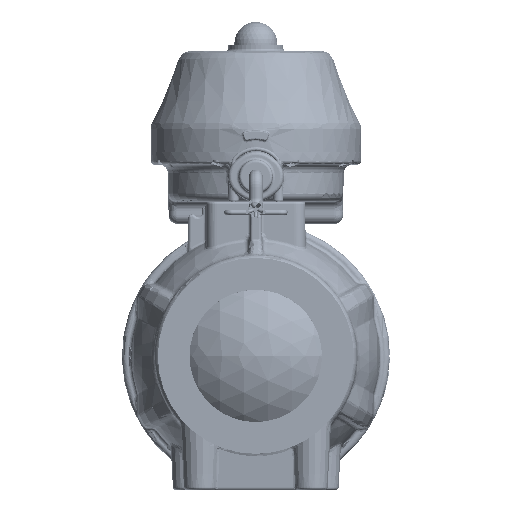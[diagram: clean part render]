
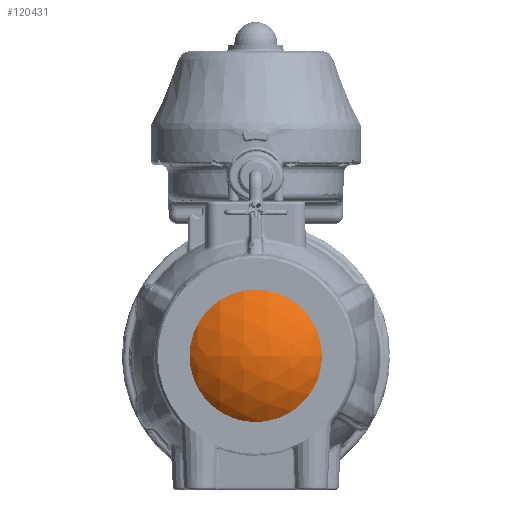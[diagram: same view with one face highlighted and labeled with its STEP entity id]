
A CAD part, top view. The second image highlights one B-rep face of the part: STEP entity #120431.
In plain terms, the highlighted spherical face has radius 59.804 mm.
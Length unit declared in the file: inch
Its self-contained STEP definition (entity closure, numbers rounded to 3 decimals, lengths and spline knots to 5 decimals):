
#2338=SPHERICAL_SURFACE('',#129366,2.3545);
#4492=B_SPLINE_CURVE_WITH_KNOTS('',3,(#196334,#196335,#196336,#196337,#196338,
#196339,#196340,#196341,#196342,#196343,#196344,#196345,#196346,#196347,
#196348),.UNSPECIFIED.,.F.,.F.,(4,2,2,3,2,2,4),(-0.2268,-0.22545,
-0.11272,0.,0.11468,0.22936,0.23069),
 .UNSPECIFIED.);
#4494=B_SPLINE_CURVE_WITH_KNOTS('',3,(#196377,#196378,#196379,#196380,#196381,
#196382,#196383,#196384,#196385,#196386,#196387,#196388,#196389),
 .UNSPECIFIED.,.F.,.F.,(4,2,2,3,2,4),(-0.23069,-0.22936,
-0.11468,0.,0.1134,0.22681),.UNSPECIFIED.);
#4496=B_SPLINE_CURVE_WITH_KNOTS('',3,(#196413,#196414,#196415,#196416,#196417,
#196418,#196419,#196420,#196421,#196422,#196423,#196424,#196425,#196426,
#196427),.UNSPECIFIED.,.F.,.F.,(4,2,2,3,2,2,4),(-0.2268,-0.22545,
-0.11272,0.,0.11468,0.22936,0.23069),
 .UNSPECIFIED.);
#4498=B_SPLINE_CURVE_WITH_KNOTS('',3,(#196451,#196452,#196453,#196454,#196455,
#196456,#196457,#196458,#196459,#196460,#196461,#196462,#196463,#196464,
#196465),.UNSPECIFIED.,.F.,.F.,(4,2,2,3,2,2,4),(-0.23069,-0.22936,
-0.11468,0.,0.11272,0.22545,0.2268),
 .UNSPECIFIED.);
#6654=FACE_BOUND('',#40492,.T.);
#33531=FACE_OUTER_BOUND('',#40491,.T.);
#40491=EDGE_LOOP('',(#89229,#89230,#89231,#89232));
#40492=EDGE_LOOP('',(#89233,#89234,#89235,#89236,#89237,#89238,#89239,#89240));
#47561=CIRCLE('',#129334,2.24647);
#47562=CIRCLE('',#129337,2.33265);
#47564=CIRCLE('',#129341,2.24647);
#47566=CIRCLE('',#129345,2.33265);
#47578=CIRCLE('',#129364,1.59813);
#47580=CIRCLE('',#129367,1.59813);
#47581=CIRCLE('',#129368,2.3545);
#55798=VERTEX_POINT('',#196331);
#55799=VERTEX_POINT('',#196333);
#55801=VERTEX_POINT('',#196353);
#55804=VERTEX_POINT('',#196374);
#55805=VERTEX_POINT('',#196376);
#55808=VERTEX_POINT('',#196410);
#55809=VERTEX_POINT('',#196412);
#55811=VERTEX_POINT('',#196449);
#55820=VERTEX_POINT('',#196496);
#55821=VERTEX_POINT('',#196500);
#68366=EDGE_CURVE('',#55798,#55799,#4492,.T.);
#68370=EDGE_CURVE('',#55798,#55801,#47561,.T.);
#68373=EDGE_CURVE('',#55804,#55805,#4494,.T.);
#68375=EDGE_CURVE('',#55804,#55799,#47562,.T.);
#68379=EDGE_CURVE('',#55808,#55809,#4496,.T.);
#68381=EDGE_CURVE('',#55808,#55805,#47564,.T.);
#68385=EDGE_CURVE('',#55811,#55801,#4498,.T.);
#68386=EDGE_CURVE('',#55811,#55809,#47566,.T.);
#68400=EDGE_CURVE('',#55820,#55820,#47578,.T.);
#68402=EDGE_CURVE('',#55821,#55821,#47580,.T.);
#68403=EDGE_CURVE('',#55821,#55820,#47581,.T.);
#89229=ORIENTED_EDGE('',*,*,#68402,.F.);
#89230=ORIENTED_EDGE('',*,*,#68403,.T.);
#89231=ORIENTED_EDGE('',*,*,#68400,.F.);
#89232=ORIENTED_EDGE('',*,*,#68403,.F.);
#89233=ORIENTED_EDGE('',*,*,#68370,.T.);
#89234=ORIENTED_EDGE('',*,*,#68385,.F.);
#89235=ORIENTED_EDGE('',*,*,#68386,.T.);
#89236=ORIENTED_EDGE('',*,*,#68379,.F.);
#89237=ORIENTED_EDGE('',*,*,#68381,.T.);
#89238=ORIENTED_EDGE('',*,*,#68373,.F.);
#89239=ORIENTED_EDGE('',*,*,#68375,.T.);
#89240=ORIENTED_EDGE('',*,*,#68366,.F.);
#120431=ADVANCED_FACE('',(#33531,#6654),#2338,.T.);
#129334=AXIS2_PLACEMENT_3D('',#196355,#145584,#145585);
#129337=AXIS2_PLACEMENT_3D('',#196392,#145592,#145593);
#129341=AXIS2_PLACEMENT_3D('',#196430,#145602,#145603);
#129345=AXIS2_PLACEMENT_3D('',#196467,#145611,#145612);
#129364=AXIS2_PLACEMENT_3D('',#196497,#145651,#145652);
#129366=AXIS2_PLACEMENT_3D('',#196499,#145655,#145656);
#129367=AXIS2_PLACEMENT_3D('',#196501,#145657,#145658);
#129368=AXIS2_PLACEMENT_3D('',#196502,#145659,#145660);
#145584=DIRECTION('center_axis',(-1.,0.,0.));
#145585=DIRECTION('ref_axis',(0.,0.,-1.));
#145592=DIRECTION('center_axis',(0.,0.,1.));
#145593=DIRECTION('ref_axis',(0.,1.,0.));
#145602=DIRECTION('center_axis',(1.,0.,0.));
#145603=DIRECTION('ref_axis',(0.,0.,1.));
#145611=DIRECTION('center_axis',(0.,0.,-1.));
#145612=DIRECTION('ref_axis',(0.,-1.,0.));
#145651=DIRECTION('center_axis',(0.,0.,-1.));
#145652=DIRECTION('ref_axis',(-1.,0.,0.));
#145655=DIRECTION('center_axis',(0.,0.,1.));
#145656=DIRECTION('ref_axis',(1.,0.,0.));
#145657=DIRECTION('center_axis',(0.,0.,1.));
#145658=DIRECTION('ref_axis',(-1.,0.,0.));
#145659=DIRECTION('center_axis',(0.,-1.,0.));
#145660=DIRECTION('ref_axis',(-1.,0.,0.));
#196331=CARTESIAN_POINT('',(-0.705,2.23738,0.20189));
#196333=CARTESIAN_POINT('',(-0.58689,2.25762,0.32));
#196334=CARTESIAN_POINT('Ctrl Pts',(-0.705,2.23738,0.20189));
#196335=CARTESIAN_POINT('Ctrl Pts',(-0.705,2.23737,0.20207));
#196336=CARTESIAN_POINT('Ctrl Pts',(-0.705,2.23735,
0.20224));
#196337=CARTESIAN_POINT('Ctrl Pts',(-0.70493,2.23602,
0.21715));
#196338=CARTESIAN_POINT('Ctrl Pts',(-0.70193,2.23539,
0.2329));
#196339=CARTESIAN_POINT('Ctrl Pts',(-0.68986,2.23595,
0.26183));
#196340=CARTESIAN_POINT('Ctrl Pts',(-0.68079,2.23714,
0.27502));
#196341=CARTESIAN_POINT('Ctrl Pts',(-0.67041,2.23892,
0.28541));
#196342=CARTESIAN_POINT('Ctrl Pts',(-0.65984,2.24074,
0.29597));
#196343=CARTESIAN_POINT('Ctrl Pts',(-0.64654,2.24341,
0.30503));
#196344=CARTESIAN_POINT('Ctrl Pts',(-0.6176,2.24989,
0.31701));
#196345=CARTESIAN_POINT('Ctrl Pts',(-0.60196,2.2537,
0.31994));
#196346=CARTESIAN_POINT('Ctrl Pts',(-0.58723,2.25753,
0.32));
#196347=CARTESIAN_POINT('Ctrl Pts',(-0.58706,2.25757,
0.32));
#196348=CARTESIAN_POINT('Ctrl Pts',(-0.58689,2.25762,
0.32));
#196353=CARTESIAN_POINT('',(-0.705,2.23738,-0.20189));
#196355=CARTESIAN_POINT('Origin',(-0.705,0.,0.));
#196374=CARTESIAN_POINT('',(0.58689,2.25762,0.32));
#196376=CARTESIAN_POINT('',(0.705,2.23738,0.20189));
#196377=CARTESIAN_POINT('Ctrl Pts',(0.58689,2.25762,
0.32));
#196378=CARTESIAN_POINT('Ctrl Pts',(0.58706,2.25757,
0.32));
#196379=CARTESIAN_POINT('Ctrl Pts',(0.58723,2.25753,
0.32));
#196380=CARTESIAN_POINT('Ctrl Pts',(0.60196,2.2537,
0.31994));
#196381=CARTESIAN_POINT('Ctrl Pts',(0.6176,2.24989,
0.31701));
#196382=CARTESIAN_POINT('Ctrl Pts',(0.64654,2.24341,
0.30503));
#196383=CARTESIAN_POINT('Ctrl Pts',(0.65984,2.24074,
0.29597));
#196384=CARTESIAN_POINT('Ctrl Pts',(0.67041,2.23892,
0.28541));
#196385=CARTESIAN_POINT('Ctrl Pts',(0.68085,2.23713,
0.27496));
#196386=CARTESIAN_POINT('Ctrl Pts',(0.68996,2.23593,
0.26168));
#196387=CARTESIAN_POINT('Ctrl Pts',(0.70203,2.23539,
0.23256));
#196388=CARTESIAN_POINT('Ctrl Pts',(0.705,2.23605,0.21671));
#196389=CARTESIAN_POINT('Ctrl Pts',(0.705,2.23738,0.20189));
#196392=CARTESIAN_POINT('Origin',(0.,0.,0.32));
#196410=CARTESIAN_POINT('',(0.705,2.23738,-0.20189));
#196412=CARTESIAN_POINT('',(0.58689,2.25762,-0.32));
#196413=CARTESIAN_POINT('Ctrl Pts',(0.705,2.23738,-0.20189));
#196414=CARTESIAN_POINT('Ctrl Pts',(0.705,2.23737,-0.20207));
#196415=CARTESIAN_POINT('Ctrl Pts',(0.705,2.23735,
-0.20224));
#196416=CARTESIAN_POINT('Ctrl Pts',(0.70493,2.23602,-0.21715));
#196417=CARTESIAN_POINT('Ctrl Pts',(0.70193,2.23539,
-0.2329));
#196418=CARTESIAN_POINT('Ctrl Pts',(0.68986,2.23595,-0.26183));
#196419=CARTESIAN_POINT('Ctrl Pts',(0.68079,2.23714,
-0.27502));
#196420=CARTESIAN_POINT('Ctrl Pts',(0.67041,2.23892,
-0.28541));
#196421=CARTESIAN_POINT('Ctrl Pts',(0.65984,2.24074,
-0.29597));
#196422=CARTESIAN_POINT('Ctrl Pts',(0.64654,2.24341,
-0.30503));
#196423=CARTESIAN_POINT('Ctrl Pts',(0.6176,2.24989,
-0.31701));
#196424=CARTESIAN_POINT('Ctrl Pts',(0.60196,2.2537,
-0.31994));
#196425=CARTESIAN_POINT('Ctrl Pts',(0.58723,2.25753,-0.32));
#196426=CARTESIAN_POINT('Ctrl Pts',(0.58706,2.25757,
-0.32));
#196427=CARTESIAN_POINT('Ctrl Pts',(0.58689,2.25762,
-0.32));
#196430=CARTESIAN_POINT('Origin',(0.705,0.,0.));
#196449=CARTESIAN_POINT('',(-0.58689,2.25762,-0.32));
#196451=CARTESIAN_POINT('Ctrl Pts',(-0.58689,2.25762,
-0.32));
#196452=CARTESIAN_POINT('Ctrl Pts',(-0.58706,2.25757,
-0.32));
#196453=CARTESIAN_POINT('Ctrl Pts',(-0.58723,2.25753,
-0.32));
#196454=CARTESIAN_POINT('Ctrl Pts',(-0.60196,2.2537,
-0.31994));
#196455=CARTESIAN_POINT('Ctrl Pts',(-0.6176,2.24989,
-0.31701));
#196456=CARTESIAN_POINT('Ctrl Pts',(-0.64654,2.24341,
-0.30503));
#196457=CARTESIAN_POINT('Ctrl Pts',(-0.65984,2.24074,
-0.29597));
#196458=CARTESIAN_POINT('Ctrl Pts',(-0.67041,2.23892,
-0.28541));
#196459=CARTESIAN_POINT('Ctrl Pts',(-0.68079,2.23714,
-0.27502));
#196460=CARTESIAN_POINT('Ctrl Pts',(-0.68986,2.23595,
-0.26183));
#196461=CARTESIAN_POINT('Ctrl Pts',(-0.70193,2.23539,
-0.2329));
#196462=CARTESIAN_POINT('Ctrl Pts',(-0.70493,2.23602,
-0.21715));
#196463=CARTESIAN_POINT('Ctrl Pts',(-0.705,2.23735,
-0.20224));
#196464=CARTESIAN_POINT('Ctrl Pts',(-0.705,2.23737,-0.20207));
#196465=CARTESIAN_POINT('Ctrl Pts',(-0.705,2.23738,-0.20189));
#196467=CARTESIAN_POINT('Origin',(0.,0.,-0.32));
#196496=CARTESIAN_POINT('',(-1.59813,0.,-1.72906));
#196497=CARTESIAN_POINT('Origin',(0.,0.,-1.72906));
#196499=CARTESIAN_POINT('Origin',(0.,0.,0.));
#196500=CARTESIAN_POINT('',(-1.59813,0.,1.72906));
#196501=CARTESIAN_POINT('Origin',(0.,0.,1.72906));
#196502=CARTESIAN_POINT('Origin',(0.,0.,0.));
